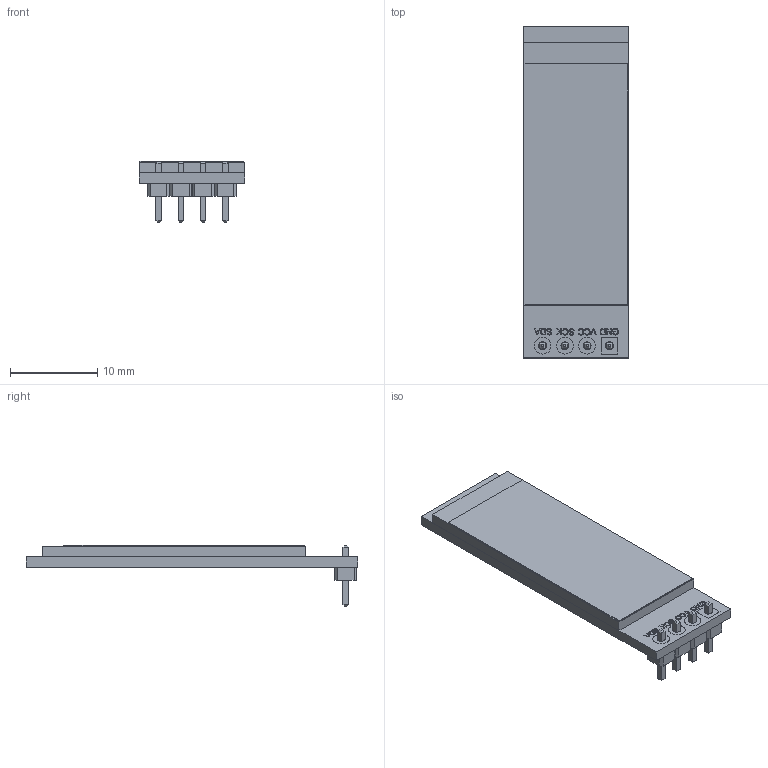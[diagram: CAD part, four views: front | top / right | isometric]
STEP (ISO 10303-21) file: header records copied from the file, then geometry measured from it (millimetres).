
FILE_DESCRIPTION(/* description */ (''),/* implementation_level */ '2;1');
FILE_NAME(/* name */ 'OLED Module with 1.5mm pins v2.step',/* time_stamp */ '2022-05-06T16:24:23+09:00',/* author */ (''),/* organization */ (''),/* preprocessor_version */ 'ST-DEVELOPER v18.1',/* originating_system */ 'Autodesk Translation Framework v10.14.0.1471',/* authorisation */ '');
FILE_SCHEMA (('AUTOMOTIVE_DESIGN { 1 0 10303 214 3 1 1 }'));
Length unit declared in the file: millimetre
Products named in the file (3): OLED Module with 1.5mm pins; OLED Module; Pin Header 1.5
Assembly tree (2 placements, depth 2):
  OLED Module with 1.5mm pins
    OLED Module
    Pin Header 1.5
Bounding box: 12.05 x 37.95 x 7 mm (x, y, z)
Volume: 1061.6 mm3; surface area: 2756.8 mm2
Topology: 24 solids, 24 shells, 411 faces, 1057 edges, 694 vertices
Faces by surface type: plane 216, bspline 185, cylinder 10
Full cylindrical faces by diameter (mm): 0.9 x4, 1.9 x6
Entity records: 14201 total; most frequent: CARTESIAN_POINT 5312, ORIENTED_EDGE 2114, DIRECTION 1169, EDGE_CURVE 1057, VERTEX_POINT 694, LINE 667, VECTOR 667, EDGE_LOOP 433
